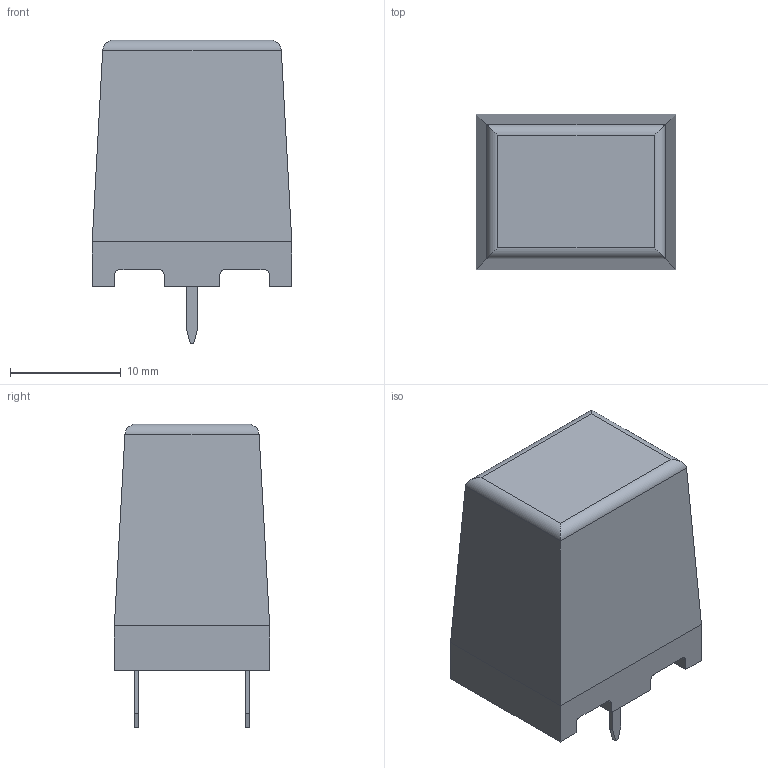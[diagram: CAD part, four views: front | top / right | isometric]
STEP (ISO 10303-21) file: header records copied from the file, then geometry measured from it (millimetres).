
FILE_DESCRIPTION( ( '' ), ' ' );
FILE_NAME( '5bf431a8dc195214fed2eace.step', '2018-11-20T16:09:13', ( '' ), ( '' ), ' ', ' ', ' ' );
FILE_SCHEMA( ( 'AUTOMOTIVE_DESIGN { 1 0 10303 214 1 1 1 1 }' ) );
Length unit declared in the file: metre
Products named in the file (1): EPCOS TDK PTC J21X
Bounding box: 18 x 14 x 27.4 mm (x, y, z)
Volume: 4843.8 mm3; surface area: 1844.2 mm2
Topology: 1 solids, 1 shells, 40 faces, 100 edges, 64 vertices
Faces by surface type: plane 32, cylinder 8
Entity records: 1508 total; most frequent: CARTESIAN_POINT 205, ORIENTED_EDGE 200, DIRECTION 194, EDGE_CURVE 100, LINE 88, VECTOR 88, VERTEX_POINT 64, AXIS2_PLACEMENT_3D 53
